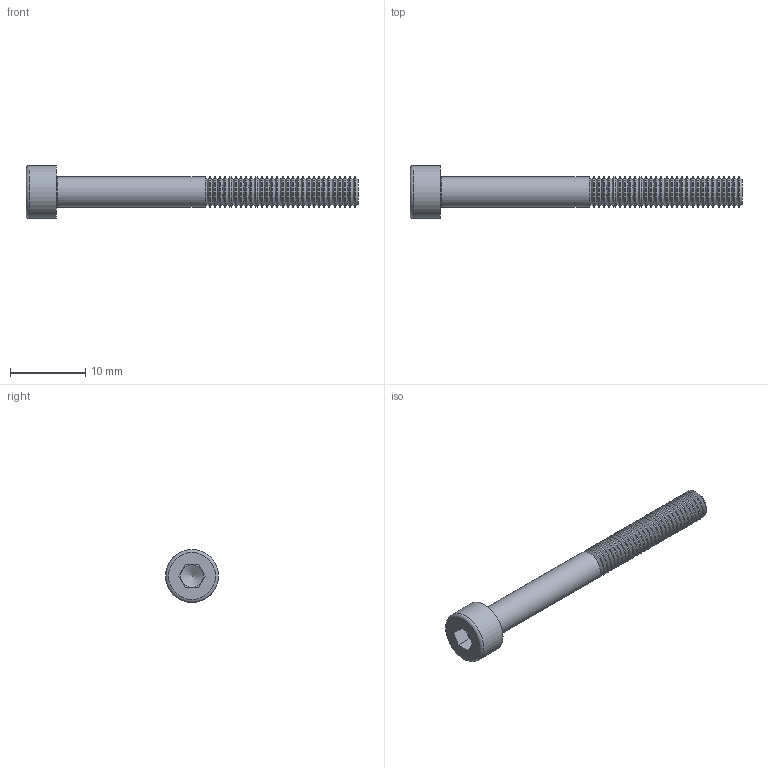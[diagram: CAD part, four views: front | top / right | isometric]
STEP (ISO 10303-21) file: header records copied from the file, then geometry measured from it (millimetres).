
FILE_DESCRIPTION (( 'STEP AP203' ), '1' );
FILE_NAME ('Âèíò ñ âíóòðåííèì øåñòèãðàííèêîì DIN912 M4õ40 (íåïîëíàÿ ðåçüáà).STEP', '2024-02-26T13:33:02', ( '' ), ( '' ), 'SwSTEP 2.0', 'SolidWorks 2021', '' );
FILE_SCHEMA (( 'CONFIG_CONTROL_DESIGN' ));
Length unit declared in the file: millimetre
Products named in the file (1): Âèíò ñ âíóòðåííèì øåñòèãðàííèêîì DIN912 M4õ40 (íåïîëíàÿ ðåçüáà)
Bounding box: 44 x 7 x 7 mm (x, y, z)
Volume: 600.9 mm3; surface area: 795.8 mm2
Topology: 1 solids, 1 shells, 108 faces, 220 edges, 115 vertices
Faces by surface type: cone 60, cylinder 31, plane 15, torus 2
Full cylindrical faces by diameter (mm): 4 x30, 7 x1
Entity records: 2329 total; most frequent: DIRECTION 442, CARTESIAN_POINT 345, ORIENTED_EDGE 248, AXIS2_PLACEMENT_3D 209, EDGE_LOOP 202, FACE_OUTER_BOUND 141, EDGE_CURVE 124, VERTEX_POINT 112
